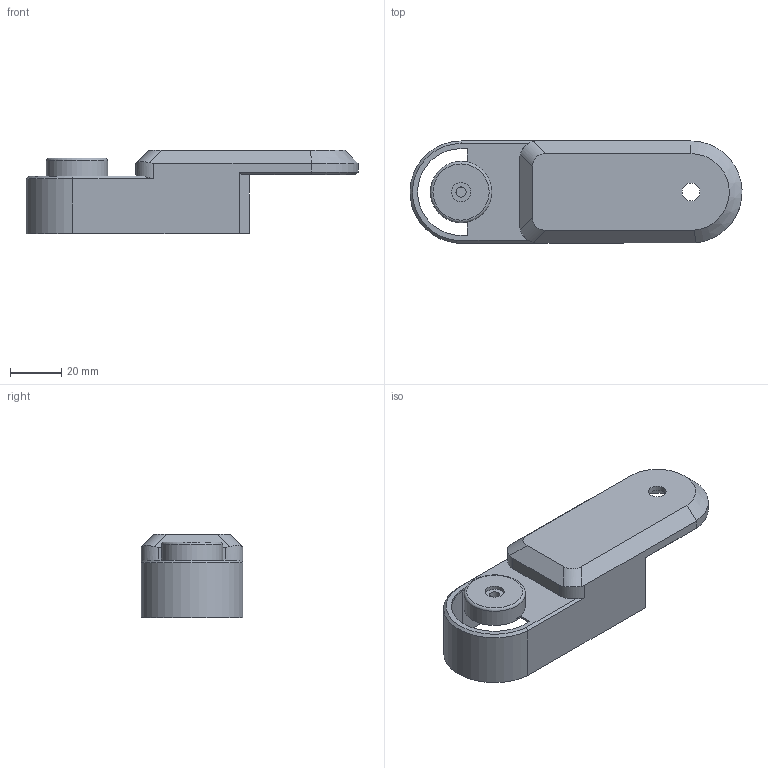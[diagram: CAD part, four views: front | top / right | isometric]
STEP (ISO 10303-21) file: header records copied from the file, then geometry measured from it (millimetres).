
FILE_DESCRIPTION(/* description */ (''),/* implementation_level */ '2;1');
FILE_NAME(/* name */ 'M1.step',/* time_stamp */ '2026-01-31T19:13:49+01:00',/* author */ (''),/* organization */ (''),/* preprocessor_version */ 'ST-DEVELOPER v20.1',/* originating_system */ 'Autodesk Translation Framework v14.21.0.0',/* authorisation */ '');
FILE_SCHEMA (('AUTOMOTIVE_DESIGN { 1 0 10303 214 3 1 1 }'));
Length unit declared in the file: millimetre
Products named in the file (1): M1
Bounding box: 129.96 x 39.93 x 32.5 mm (x, y, z)
Volume: 29579.4 mm3; surface area: 22983.5 mm2
Topology: 1 solids, 1 shells, 79 faces, 215 edges, 137 vertices
Faces by surface type: plane 41, cylinder 27, torus 6, cone 3, bspline 2
Full cylindrical faces by diameter (mm): 2.9 x2, 4 x1, 7 x1, 7.5 x1, 24 x1
Entity records: 2563 total; most frequent: CARTESIAN_POINT 467, DIRECTION 446, ORIENTED_EDGE 426, EDGE_CURVE 213, AXIS2_PLACEMENT_3D 158, VERTEX_POINT 137, LINE 130, VECTOR 130
